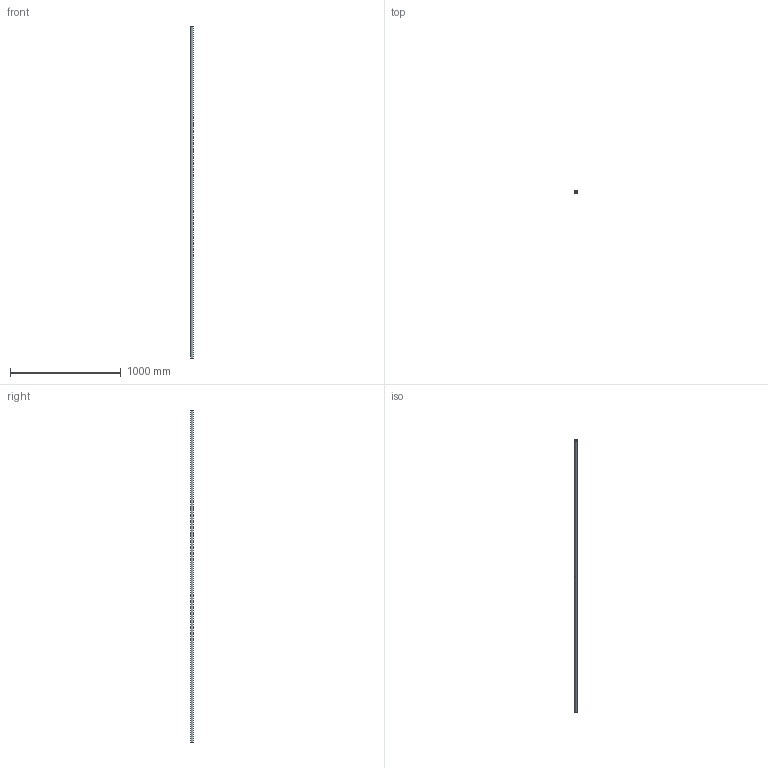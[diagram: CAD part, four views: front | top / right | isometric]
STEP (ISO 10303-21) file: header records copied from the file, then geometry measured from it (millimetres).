
FILE_DESCRIPTION (( 'STEP AP203' ), '1' );
FILE_NAME ('55110-2403M.step', '2024-04-29T09:25:11', ( '' ), ( '' ), 'SwSTEP 2.0', 'SolidWorks 2018', '' );
FILE_SCHEMA (( 'CONFIG_CONTROL_DESIGN' ));
Length unit declared in the file: millimetre
Products named in the file (1): 55110-2403M
Bounding box: 26.9 x 26.9 x 3000 mm (x, y, z)
Volume: 469353.6 mm3; surface area: 469674.7 mm2
Topology: 1 solids, 1 shells, 291 faces, 789 edges, 526 vertices
Faces by surface type: plane 141, bspline 122, cylinder 28
Full cylindrical faces by diameter (mm): 22.9 x1, 26.9 x1
Entity records: 13729 total; most frequent: CARTESIAN_POINT 7152, ORIENTED_EDGE 1574, DIRECTION 961, EDGE_CURVE 787, VERTEX_POINT 526, LINE 389, VECTOR 389, EDGE_LOOP 321
